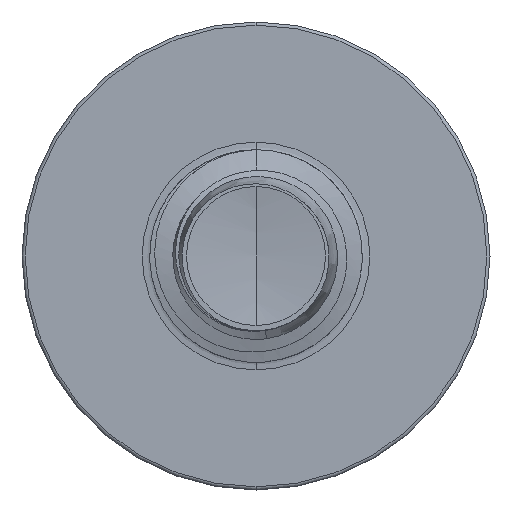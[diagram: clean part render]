
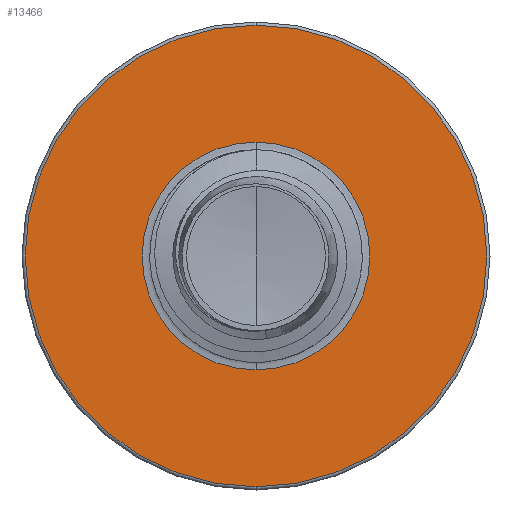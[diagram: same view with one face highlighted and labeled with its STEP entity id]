
A CAD part, front view. The second image highlights one B-rep face of the part: STEP entity #13466.
In plain terms, the highlighted planar face has unit normal (0, -1, 0).
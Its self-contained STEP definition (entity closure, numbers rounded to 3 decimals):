
#92 = FACE_BOUND ( 'NONE', #6180, .T. ) ;
#369 = ORIENTED_EDGE ( 'NONE', *, *, #14041, .F. ) ;
#489 = ORIENTED_EDGE ( 'NONE', *, *, #16118, .F. ) ;
#552 = ORIENTED_EDGE ( 'NONE', *, *, #17044, .T. ) ;
#653 = DIRECTION ( 'NONE',  ( 0., 1., 0. ) ) ;
#727 = ORIENTED_EDGE ( 'NONE', *, *, #16244, .T. ) ;
#1775 = PLANE ( 'NONE',  #5849 ) ;
#2272 = DIRECTION ( 'NONE',  ( 0., 1., 0. ) ) ;
#2438 = CARTESIAN_POINT ( 'NONE',  ( 0., 7., -2.677 ) ) ;
#2535 = CIRCLE ( 'NONE', #12251, 5.425 ) ;
#2639 = AXIS2_PLACEMENT_3D ( 'NONE', #10540, #2272, #11940 ) ;
#3083 = CARTESIAN_POINT ( 'NONE',  ( 0., 7., 0. ) ) ;
#3161 = CARTESIAN_POINT ( 'NONE',  ( 0., 7., -2.677 ) ) ;
#3228 = AXIS2_PLACEMENT_3D ( 'NONE', #3083, #12767, #4457 ) ;
#3473 = CARTESIAN_POINT ( 'NONE',  ( 0., 7., -5.425 ) ) ;
#4457 = DIRECTION ( 'NONE',  ( 0., 0., 1. ) ) ;
#4847 = CARTESIAN_POINT ( 'NONE',  ( 0., 7., 5.425 ) ) ;
#5272 = DIRECTION ( 'NONE',  ( 0., 1., 0. ) ) ;
#5849 = AXIS2_PLACEMENT_3D ( 'NONE', #3161, #15622, #7302 ) ;
#6180 = EDGE_LOOP ( 'NONE', ( #552, #727 ) ) ;
#6511 = CARTESIAN_POINT ( 'NONE',  ( 0., 7., 2.677 ) ) ;
#7302 = DIRECTION ( 'NONE',  ( 0., 0., 1. ) ) ;
#7492 = FACE_OUTER_BOUND ( 'NONE', #15304, .T. ) ;
#8944 = CARTESIAN_POINT ( 'NONE',  ( 0., 7., 0. ) ) ;
#9097 = VERTEX_POINT ( 'NONE', #3473 ) ;
#10108 = VERTEX_POINT ( 'NONE', #2438 ) ;
#10361 = DIRECTION ( 'NONE',  ( 0., 0., 1. ) ) ;
#10540 = CARTESIAN_POINT ( 'NONE',  ( 0., 7., 0. ) ) ;
#11940 = DIRECTION ( 'NONE',  ( 0., 0., 1. ) ) ;
#12251 = AXIS2_PLACEMENT_3D ( 'NONE', #8944, #653, #10361 ) ;
#12767 = DIRECTION ( 'NONE',  ( 0., 1., 0. ) ) ;
#13466 = ADVANCED_FACE ( 'NONE', ( #7492, #92 ), #1775, .F. ) ;
#13579 = CARTESIAN_POINT ( 'NONE',  ( 0., 7., 0. ) ) ;
#13844 = VERTEX_POINT ( 'NONE', #6511 ) ;
#14041 = EDGE_CURVE ( 'NONE', #16146, #9097, #16373, .T. ) ;
#14969 = DIRECTION ( 'NONE',  ( 0., 0., 1. ) ) ;
#15304 = EDGE_LOOP ( 'NONE', ( #369, #489 ) ) ;
#15622 = DIRECTION ( 'NONE',  ( 0., 1., 0. ) ) ;
#15943 = CIRCLE ( 'NONE', #2639, 2.677 ) ;
#16118 = EDGE_CURVE ( 'NONE', #9097, #16146, #2535, .T. ) ;
#16146 = VERTEX_POINT ( 'NONE', #4847 ) ;
#16244 = EDGE_CURVE ( 'NONE', #10108, #13844, #15943, .T. ) ;
#16373 = CIRCLE ( 'NONE', #17899, 5.425 ) ;
#17044 = EDGE_CURVE ( 'NONE', #13844, #10108, #17445, .T. ) ;
#17445 = CIRCLE ( 'NONE', #3228, 2.677 ) ;
#17899 = AXIS2_PLACEMENT_3D ( 'NONE', #13579, #5272, #14969 ) ;
